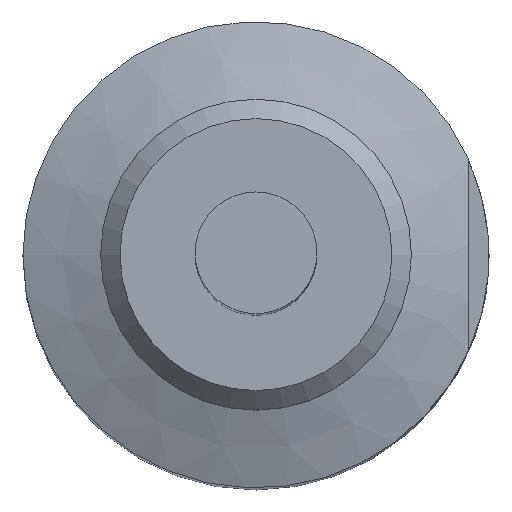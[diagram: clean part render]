
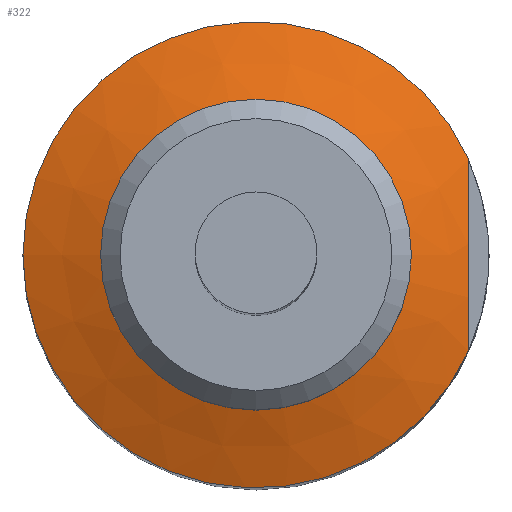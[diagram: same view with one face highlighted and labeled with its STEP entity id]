
A CAD part, top view. The second image highlights one B-rep face of the part: STEP entity #322.
In plain terms, the highlighted conical face has half-angle 70 degrees and reference radius 6 mm.
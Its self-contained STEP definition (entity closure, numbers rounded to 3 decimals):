
#20=B_SPLINE_CURVE_WITH_KNOTS('',3,(#469,#470,#471,#472,#473),
 .UNSPECIFIED.,.F.,.F.,(4,1,4),(0.001,0.005,
0.008),.UNSPECIFIED.);
#29=CONICAL_SURFACE('',#352,6.,1.222);
#53=ORIENTED_EDGE('',*,*,#88,.T.);
#54=ORIENTED_EDGE('',*,*,#89,.F.);
#55=ORIENTED_EDGE('',*,*,#86,.F.);
#86=EDGE_CURVE('',#105,#103,#120,.T.);
#88=EDGE_CURVE('',#107,#107,#122,.T.);
#89=EDGE_CURVE('',#103,#105,#20,.T.);
#103=VERTEX_POINT('',#458);
#105=VERTEX_POINT('',#462);
#107=VERTEX_POINT('',#468);
#120=CIRCLE('',#350,9.);
#122=CIRCLE('',#353,6.);
#139=EDGE_LOOP('',(#53));
#140=EDGE_LOOP('',(#54,#55));
#169=FACE_BOUND('',#139,.T.);
#170=FACE_BOUND('',#140,.T.);
#322=ADVANCED_FACE('',(#169,#170),#29,.T.);
#350=AXIS2_PLACEMENT_3D('',#463,#398,#399);
#352=AXIS2_PLACEMENT_3D('',#466,#402,#403);
#353=AXIS2_PLACEMENT_3D('',#467,#404,#405);
#398=DIRECTION('',(0.,0.,-1.));
#399=DIRECTION('',(-1.,0.,0.));
#402=DIRECTION('',(0.,0.,-1.));
#403=DIRECTION('',(-1.,0.,0.));
#404=DIRECTION('',(0.,0.,-1.));
#405=DIRECTION('',(1.,0.,0.));
#458=CARTESIAN_POINT('',(8.2,3.709,45.908));
#462=CARTESIAN_POINT('',(8.2,-3.709,45.908));
#463=CARTESIAN_POINT('',(0.,0.,45.908));
#466=CARTESIAN_POINT('',(0.,0.,47.));
#467=CARTESIAN_POINT('',(0.,0.,47.));
#468=CARTESIAN_POINT('',(6.,0.,47.));
#469=CARTESIAN_POINT('',(8.2,3.709,45.908));
#470=CARTESIAN_POINT('',(8.2,2.478,46.093));
#471=CARTESIAN_POINT('',(8.2,0.013,46.305));
#472=CARTESIAN_POINT('',(8.2,-2.472,46.094));
#473=CARTESIAN_POINT('',(8.2,-3.709,45.908));
